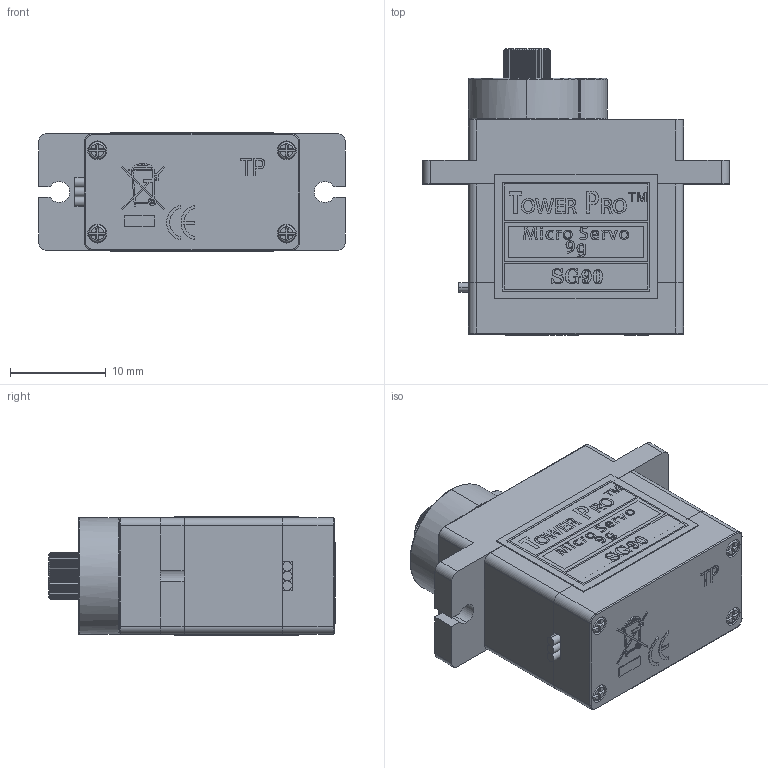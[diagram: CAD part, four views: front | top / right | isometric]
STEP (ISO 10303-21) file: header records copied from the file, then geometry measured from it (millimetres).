
FILE_DESCRIPTION (( 'STEP AP203' ), '1' );
FILE_NAME ('SG90 Servo_Default_sldprt.STEP', '2023-10-06T16:34:52', ( '' ), ( '' ), 'SwSTEP 2.0', 'SolidWorks 2021', '' );
FILE_SCHEMA (( 'CONFIG_CONTROL_DESIGN' ));
Length unit declared in the file: millimetre
Products named in the file (1): SG90 Servo_Default_sldprt
Bounding box: 32.1 x 29.95 x 12.4 mm (x, y, z)
Volume: 7045 mm3; surface area: 4939 mm2
Topology: 13 solids, 13 shells, 643 faces, 2244 edges, 1737 vertices
Faces by surface type: plane 433, cylinder 152, torus 31, bspline 23, sphere 2, cone 2
Entity records: 31347 total; most frequent: CARTESIAN_POINT 12284, ORIENTED_EDGE 4484, DIRECTION 3224, EDGE_CURVE 2242, VERTEX_POINT 1737, VECTOR 1266, LINE 1266, AXIS2_PLACEMENT_3D 979
